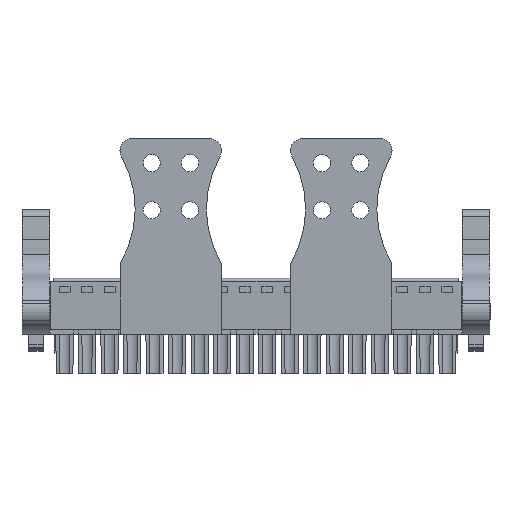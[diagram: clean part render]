
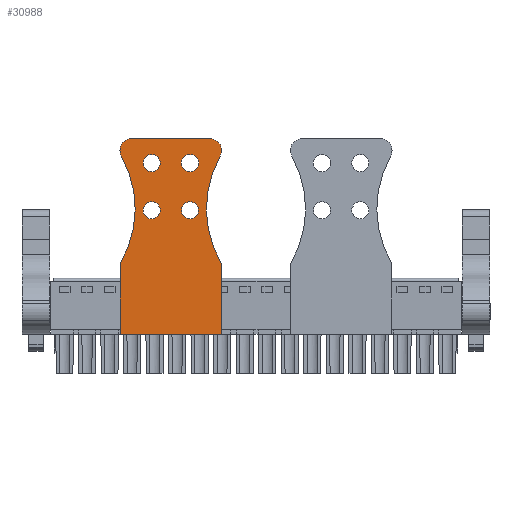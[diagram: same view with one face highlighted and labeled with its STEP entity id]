
A CAD part, front view. The second image highlights one B-rep face of the part: STEP entity #30988.
In plain terms, the highlighted planar face has unit normal (0, -1, 0).
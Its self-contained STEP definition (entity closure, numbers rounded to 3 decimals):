
#30654=AXIS2_PLACEMENT_3D('Circle Axis2P3D',#30652,#30653,$) ;
#30678=AXIS2_PLACEMENT_3D('Circle Axis2P3D',#30676,#30677,$) ;
#30726=AXIS2_PLACEMENT_3D('Circle Axis2P3D',#30724,#30725,$) ;
#30750=AXIS2_PLACEMENT_3D('Circle Axis2P3D',#30748,#30749,$) ;
#30774=AXIS2_PLACEMENT_3D('Circle Axis2P3D',#30772,#30773,$) ;
#30798=AXIS2_PLACEMENT_3D('Circle Axis2P3D',#30796,#30797,$) ;
#30822=AXIS2_PLACEMENT_3D('Circle Axis2P3D',#30820,#30821,$) ;
#30846=AXIS2_PLACEMENT_3D('Circle Axis2P3D',#30844,#30845,$) ;
#30870=AXIS2_PLACEMENT_3D('Circle Axis2P3D',#30868,#30869,$) ;
#30894=AXIS2_PLACEMENT_3D('Circle Axis2P3D',#30892,#30893,$) ;
#30918=AXIS2_PLACEMENT_3D('Circle Axis2P3D',#30916,#30917,$) ;
#30942=AXIS2_PLACEMENT_3D('Circle Axis2P3D',#30940,#30941,$) ;
#30955=AXIS2_PLACEMENT_3D('Plane Axis2P3D',#30952,#30953,#30954) ;
#30527=CARTESIAN_POINT('Vertex',(33.73,0.,18.601)) ;
#30530=CARTESIAN_POINT('Line Origine',(33.73,0.,12.6)) ;
#30534=CARTESIAN_POINT('Vertex',(33.73,0.,6.6)) ;
#30616=CARTESIAN_POINT('Vertex',(16.61,0.,6.6)) ;
#30619=CARTESIAN_POINT('Line Origine',(16.61,0.,12.6)) ;
#30623=CARTESIAN_POINT('Vertex',(16.61,0.,18.601)) ;
#30652=CARTESIAN_POINT('Axis2P3D Location',(0.955,0.,27.873)) ;
#30656=CARTESIAN_POINT('Vertex',(16.826,0.,36.772)) ;
#30676=CARTESIAN_POINT('Axis2P3D Location',(18.57,0.,37.75)) ;
#30680=CARTESIAN_POINT('Vertex',(18.57,0.,39.75)) ;
#30700=CARTESIAN_POINT('Line Origine',(25.17,0.,39.75)) ;
#30704=CARTESIAN_POINT('Vertex',(31.77,0.,39.75)) ;
#30724=CARTESIAN_POINT('Axis2P3D Location',(31.77,0.,37.75)) ;
#30728=CARTESIAN_POINT('Vertex',(33.514,0.,36.772)) ;
#30748=CARTESIAN_POINT('Axis2P3D Location',(49.385,0.,27.873)) ;
#30769=CARTESIAN_POINT('Vertex',(23.37,0.,27.6)) ;
#30772=CARTESIAN_POINT('Axis2P3D Location',(21.92,0.,27.6)) ;
#30776=CARTESIAN_POINT('Vertex',(20.47,0.,27.6)) ;
#30796=CARTESIAN_POINT('Axis2P3D Location',(21.92,0.,27.6)) ;
#30817=CARTESIAN_POINT('Vertex',(20.47,0.,35.6)) ;
#30820=CARTESIAN_POINT('Axis2P3D Location',(21.92,0.,35.6)) ;
#30824=CARTESIAN_POINT('Vertex',(23.37,0.,35.6)) ;
#30844=CARTESIAN_POINT('Axis2P3D Location',(21.92,0.,35.6)) ;
#30865=CARTESIAN_POINT('Vertex',(26.97,0.,27.6)) ;
#30868=CARTESIAN_POINT('Axis2P3D Location',(28.42,0.,27.6)) ;
#30872=CARTESIAN_POINT('Vertex',(29.87,0.,27.6)) ;
#30892=CARTESIAN_POINT('Axis2P3D Location',(28.42,0.,27.6)) ;
#30913=CARTESIAN_POINT('Vertex',(26.97,0.,35.6)) ;
#30916=CARTESIAN_POINT('Axis2P3D Location',(28.42,0.,35.6)) ;
#30920=CARTESIAN_POINT('Vertex',(29.87,0.,35.6)) ;
#30940=CARTESIAN_POINT('Axis2P3D Location',(28.42,0.,35.6)) ;
#30952=CARTESIAN_POINT('Axis2P3D Location',(9.535,0.,-2.35)) ;
#30957=CARTESIAN_POINT('Line Origine',(25.17,0.,6.6)) ;
#30531=DIRECTION('Vector Direction',(0.,0.,-1.)) ;
#30620=DIRECTION('Vector Direction',(0.,0.,1.)) ;
#30653=DIRECTION('Axis2P3D Direction',(0.,1.,-0.)) ;
#30677=DIRECTION('Axis2P3D Direction',(0.,1.,0.)) ;
#30701=DIRECTION('Vector Direction',(-1.,0.,0.)) ;
#30725=DIRECTION('Axis2P3D Direction',(0.,1.,-0.)) ;
#30749=DIRECTION('Axis2P3D Direction',(0.,1.,0.)) ;
#30773=DIRECTION('Axis2P3D Direction',(0.,1.,0.)) ;
#30797=DIRECTION('Axis2P3D Direction',(0.,1.,0.)) ;
#30821=DIRECTION('Axis2P3D Direction',(0.,1.,-0.)) ;
#30845=DIRECTION('Axis2P3D Direction',(0.,1.,-0.)) ;
#30869=DIRECTION('Axis2P3D Direction',(0.,1.,0.)) ;
#30893=DIRECTION('Axis2P3D Direction',(0.,1.,-0.)) ;
#30917=DIRECTION('Axis2P3D Direction',(0.,1.,0.)) ;
#30941=DIRECTION('Axis2P3D Direction',(0.,1.,-0.)) ;
#30953=DIRECTION('Axis2P3D Direction',(0.,1.,-0.)) ;
#30954=DIRECTION('Axis2P3D XDirection',(-1.,0.,0.)) ;
#30958=DIRECTION('Vector Direction',(1.,0.,0.)) ;
#30532=VECTOR('Line Direction',#30531,1.) ;
#30621=VECTOR('Line Direction',#30620,1.) ;
#30702=VECTOR('Line Direction',#30701,1.) ;
#30959=VECTOR('Line Direction',#30958,1.) ;
#30963=ORIENTED_EDGE('',*,*,#30752,.F.) ;
#30964=ORIENTED_EDGE('',*,*,#30730,.F.) ;
#30965=ORIENTED_EDGE('',*,*,#30706,.F.) ;
#30966=ORIENTED_EDGE('',*,*,#30682,.F.) ;
#30967=ORIENTED_EDGE('',*,*,#30658,.F.) ;
#30968=ORIENTED_EDGE('',*,*,#30625,.F.) ;
#30969=ORIENTED_EDGE('',*,*,#30961,.F.) ;
#30970=ORIENTED_EDGE('',*,*,#30536,.F.) ;
#30973=ORIENTED_EDGE('',*,*,#30800,.T.) ;
#30974=ORIENTED_EDGE('',*,*,#30778,.T.) ;
#30977=ORIENTED_EDGE('',*,*,#30848,.T.) ;
#30978=ORIENTED_EDGE('',*,*,#30826,.T.) ;
#30981=ORIENTED_EDGE('',*,*,#30896,.T.) ;
#30982=ORIENTED_EDGE('',*,*,#30874,.T.) ;
#30985=ORIENTED_EDGE('',*,*,#30944,.T.) ;
#30986=ORIENTED_EDGE('',*,*,#30922,.T.) ;
#30975=FACE_BOUND('',#30972,.T.) ;
#30979=FACE_BOUND('',#30976,.T.) ;
#30983=FACE_BOUND('',#30980,.T.) ;
#30987=FACE_BOUND('',#30984,.T.) ;
#30988=ADVANCED_FACE('Strain relief.1',(#30971,#30975,#30979,#30983,#30987),#30956,.F.) ;
#30655=CIRCLE('generated circle',#30654,18.195) ;
#30679=CIRCLE('generated circle',#30678,2.) ;
#30727=CIRCLE('generated circle',#30726,2.) ;
#30751=CIRCLE('generated circle',#30750,18.195) ;
#30775=CIRCLE('generated circle',#30774,1.45) ;
#30799=CIRCLE('generated circle',#30798,1.45) ;
#30823=CIRCLE('generated circle',#30822,1.45) ;
#30847=CIRCLE('generated circle',#30846,1.45) ;
#30871=CIRCLE('generated circle',#30870,1.45) ;
#30895=CIRCLE('generated circle',#30894,1.45) ;
#30919=CIRCLE('generated circle',#30918,1.45) ;
#30943=CIRCLE('generated circle',#30942,1.45) ;
#30536=EDGE_CURVE('',#30528,#30535,#30533,.T.) ;
#30625=EDGE_CURVE('',#30617,#30624,#30622,.T.) ;
#30658=EDGE_CURVE('',#30624,#30657,#30655,.F.) ;
#30682=EDGE_CURVE('',#30657,#30681,#30679,.T.) ;
#30706=EDGE_CURVE('',#30681,#30705,#30703,.F.) ;
#30730=EDGE_CURVE('',#30705,#30729,#30727,.T.) ;
#30752=EDGE_CURVE('',#30729,#30528,#30751,.F.) ;
#30778=EDGE_CURVE('',#30777,#30770,#30775,.T.) ;
#30800=EDGE_CURVE('',#30770,#30777,#30799,.T.) ;
#30826=EDGE_CURVE('',#30825,#30818,#30823,.T.) ;
#30848=EDGE_CURVE('',#30818,#30825,#30847,.T.) ;
#30874=EDGE_CURVE('',#30873,#30866,#30871,.T.) ;
#30896=EDGE_CURVE('',#30866,#30873,#30895,.T.) ;
#30922=EDGE_CURVE('',#30921,#30914,#30919,.T.) ;
#30944=EDGE_CURVE('',#30914,#30921,#30943,.T.) ;
#30961=EDGE_CURVE('',#30535,#30617,#30960,.F.) ;
#30962=EDGE_LOOP('',(#30963,#30964,#30965,#30966,#30967,#30968,#30969,#30970)) ;
#30972=EDGE_LOOP('',(#30973,#30974)) ;
#30976=EDGE_LOOP('',(#30977,#30978)) ;
#30980=EDGE_LOOP('',(#30981,#30982)) ;
#30984=EDGE_LOOP('',(#30985,#30986)) ;
#30971=FACE_OUTER_BOUND('',#30962,.T.) ;
#30533=LINE('Line',#30530,#30532) ;
#30622=LINE('Line',#30619,#30621) ;
#30703=LINE('Line',#30700,#30702) ;
#30960=LINE('Line',#30957,#30959) ;
#30956=PLANE('',#30955) ;
#30528=VERTEX_POINT('',#30527) ;
#30535=VERTEX_POINT('',#30534) ;
#30617=VERTEX_POINT('',#30616) ;
#30624=VERTEX_POINT('',#30623) ;
#30657=VERTEX_POINT('',#30656) ;
#30681=VERTEX_POINT('',#30680) ;
#30705=VERTEX_POINT('',#30704) ;
#30729=VERTEX_POINT('',#30728) ;
#30770=VERTEX_POINT('',#30769) ;
#30777=VERTEX_POINT('',#30776) ;
#30818=VERTEX_POINT('',#30817) ;
#30825=VERTEX_POINT('',#30824) ;
#30866=VERTEX_POINT('',#30865) ;
#30873=VERTEX_POINT('',#30872) ;
#30914=VERTEX_POINT('',#30913) ;
#30921=VERTEX_POINT('',#30920) ;
